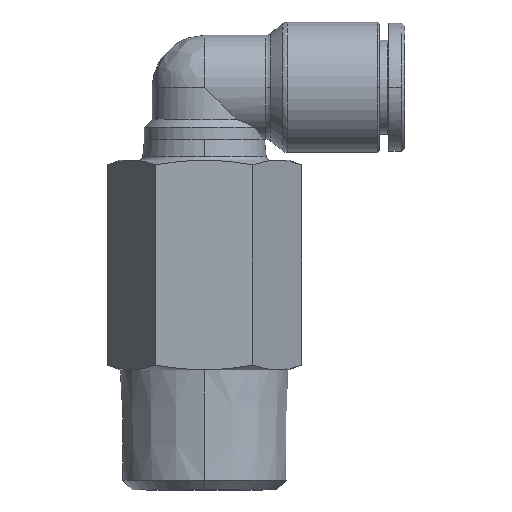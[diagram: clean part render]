
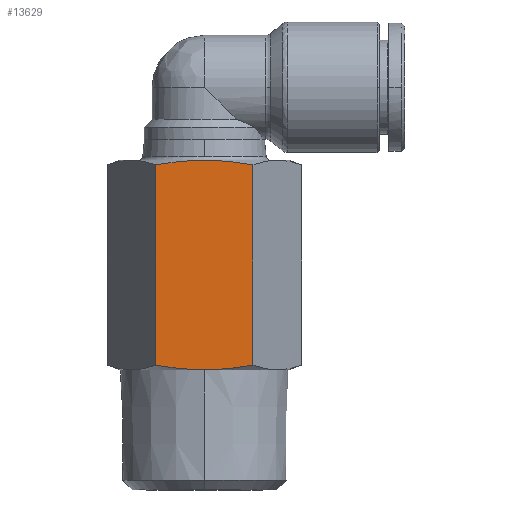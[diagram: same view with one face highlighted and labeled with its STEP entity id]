
A CAD part, front view. The second image highlights one B-rep face of the part: STEP entity #13629.
In plain terms, the highlighted planar face has unit normal (0, -1, 0).
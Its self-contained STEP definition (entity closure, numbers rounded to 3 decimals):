
#53 = FACE_OUTER_BOUND ( 'NONE', #10345, .T. ) ;
#325 = CARTESIAN_POINT ( 'NONE',  ( -3.171, -10.5, -9.691 ) ) ;
#477 = CARTESIAN_POINT ( 'NONE',  ( -10.253, -10.5, -35.3 ) ) ;
#591 = CARTESIAN_POINT ( 'NONE',  ( -13.288, -10.5, -35.04 ) ) ;
#694 = CARTESIAN_POINT ( 'NONE',  ( -9.233, -10.5, -9.1 ) ) ;
#1056 = EDGE_CURVE ( 'NONE', #1927, #3750, #13152, .T. ) ;
#1060 = CARTESIAN_POINT ( 'NONE',  ( -15.295, -10.5, -35.3 ) ) ;
#1363 = CARTESIAN_POINT ( 'NONE',  ( -3.171, -10.5, -34.709 ) ) ;
#1459 = ORIENTED_EDGE ( 'NONE', *, *, #5874, .T. ) ;
#1641 = CARTESIAN_POINT ( 'NONE',  ( -9.233, -10.5, -35.3 ) ) ;
#1927 = VERTEX_POINT ( 'NONE', #1363 ) ;
#2368 = CARTESIAN_POINT ( 'NONE',  ( -7.199, -10.5, -35.245 ) ) ;
#2422 = CARTESIAN_POINT ( 'NONE',  ( -4.173, -10.5, -34.891 ) ) ;
#3025 = DIRECTION ( 'NONE',  ( 0., 0., -1. ) ) ;
#3036 = VECTOR ( 'NONE', #5052, 1000. ) ;
#3205 = CARTESIAN_POINT ( 'NONE',  ( -13.288, -10.5, -9.36 ) ) ;
#3574 = CARTESIAN_POINT ( 'NONE',  ( -9.233, -10.5, -35.3 ) ) ;
#3624 = LINE ( 'NONE', #1060, #9776 ) ;
#3750 = VERTEX_POINT ( 'NONE', #3574 ) ;
#3835 = CARTESIAN_POINT ( 'NONE',  ( -3.171, -10.5, -35.3 ) ) ;
#3898 = B_SPLINE_CURVE_WITH_KNOTS ( 'NONE', 3,
 ( #694, #6824, #6881, #3205, #11760, #10543 ),
 .UNSPECIFIED., .F., .F.,
 ( 4, 2, 4 ),
 ( 0., 0.003, 0.006 ),
 .UNSPECIFIED. ) ;
#4015 = VERTEX_POINT ( 'NONE', #8999 ) ;
#5052 = DIRECTION ( 'NONE',  ( 0., 0., 1. ) ) ;
#5067 = B_SPLINE_CURVE_WITH_KNOTS ( 'NONE', 3,
 ( #1641, #477, #12845, #591, #9185, #7775 ),
 .UNSPECIFIED., .F., .F.,
 ( 4, 2, 4 ),
 ( 0., 0.003, 0.006 ),
 .UNSPECIFIED. ) ;
#5268 = VERTEX_POINT ( 'NONE', #6769 ) ;
#5437 = ORIENTED_EDGE ( 'NONE', *, *, #12996, .F. ) ;
#5844 = DIRECTION ( 'NONE',  ( 0., 0., 1. ) ) ;
#5874 = EDGE_CURVE ( 'NONE', #11997, #8405, #8812, .T. ) ;
#6103 = CARTESIAN_POINT ( 'NONE',  ( -9.233, -10.5, -9.1 ) ) ;
#6132 = EDGE_CURVE ( 'NONE', #1927, #11997, #9798, .T. ) ;
#6769 = CARTESIAN_POINT ( 'NONE',  ( -15.295, -10.5, -34.709 ) ) ;
#6824 = CARTESIAN_POINT ( 'NONE',  ( -10.253, -10.5, -9.1 ) ) ;
#6881 = CARTESIAN_POINT ( 'NONE',  ( -11.268, -10.5, -9.155 ) ) ;
#7231 = CARTESIAN_POINT ( 'NONE',  ( -9.233, -10.5, -35.3 ) ) ;
#7398 = CARTESIAN_POINT ( 'NONE',  ( -3.171, -10.5, -34.709 ) ) ;
#7775 = CARTESIAN_POINT ( 'NONE',  ( -15.295, -10.5, -34.709 ) ) ;
#8405 = VERTEX_POINT ( 'NONE', #8573 ) ;
#8573 = CARTESIAN_POINT ( 'NONE',  ( -9.233, -10.5, -9.1 ) ) ;
#8812 = B_SPLINE_CURVE_WITH_KNOTS ( 'NONE', 3,
 ( #12384, #13588, #13481, #9749, #9927, #6103 ),
 .UNSPECIFIED., .F., .F.,
 ( 4, 2, 4 ),
 ( 0., 0.003, 0.006 ),
 .UNSPECIFIED. ) ;
#8814 = ORIENTED_EDGE ( 'NONE', *, *, #9386, .T. ) ;
#8910 = ORIENTED_EDGE ( 'NONE', *, *, #1056, .F. ) ;
#8999 = CARTESIAN_POINT ( 'NONE',  ( -15.295, -10.5, -9.691 ) ) ;
#9185 = CARTESIAN_POINT ( 'NONE',  ( -14.293, -10.5, -34.891 ) ) ;
#9386 = EDGE_CURVE ( 'NONE', #8405, #4015, #3898, .T. ) ;
#9749 = CARTESIAN_POINT ( 'NONE',  ( -7.199, -10.5, -9.155 ) ) ;
#9776 = VECTOR ( 'NONE', #5844, 1000. ) ;
#9798 = LINE ( 'NONE', #3835, #3036 ) ;
#9927 = CARTESIAN_POINT ( 'NONE',  ( -8.213, -10.5, -9.1 ) ) ;
#10345 = EDGE_LOOP ( 'NONE', ( #14077, #5437, #8910, #10402, #1459, #8814 ) ) ;
#10402 = ORIENTED_EDGE ( 'NONE', *, *, #6132, .T. ) ;
#10543 = CARTESIAN_POINT ( 'NONE',  ( -15.295, -10.5, -9.691 ) ) ;
#11133 = CARTESIAN_POINT ( 'NONE',  ( -8.213, -10.5, -35.3 ) ) ;
#11540 = PLANE ( 'NONE',  #11594 ) ;
#11594 = AXIS2_PLACEMENT_3D ( 'NONE', #13975, #12769, #3025 ) ;
#11760 = CARTESIAN_POINT ( 'NONE',  ( -14.293, -10.5, -9.509 ) ) ;
#11997 = VERTEX_POINT ( 'NONE', #325 ) ;
#12384 = CARTESIAN_POINT ( 'NONE',  ( -3.171, -10.5, -9.691 ) ) ;
#12769 = DIRECTION ( 'NONE',  ( 0., -1., 0. ) ) ;
#12845 = CARTESIAN_POINT ( 'NONE',  ( -11.268, -10.5, -35.245 ) ) ;
#12996 = EDGE_CURVE ( 'NONE', #3750, #5268, #5067, .T. ) ;
#13152 = B_SPLINE_CURVE_WITH_KNOTS ( 'NONE', 3,
 ( #7398, #2422, #16015, #2368, #11133, #7231 ),
 .UNSPECIFIED., .F., .F.,
 ( 4, 2, 4 ),
 ( 0., 0.003, 0.006 ),
 .UNSPECIFIED. ) ;
#13481 = CARTESIAN_POINT ( 'NONE',  ( -5.179, -10.5, -9.36 ) ) ;
#13588 = CARTESIAN_POINT ( 'NONE',  ( -4.173, -10.5, -9.509 ) ) ;
#13629 = ADVANCED_FACE ( 'NONE', ( #53 ), #11540, .T. ) ;
#13975 = CARTESIAN_POINT ( 'NONE',  ( -3.171, -10.5, -35.3 ) ) ;
#14077 = ORIENTED_EDGE ( 'NONE', *, *, #15942, .F. ) ;
#15942 = EDGE_CURVE ( 'NONE', #5268, #4015, #3624, .T. ) ;
#16015 = CARTESIAN_POINT ( 'NONE',  ( -5.179, -10.5, -35.04 ) ) ;
